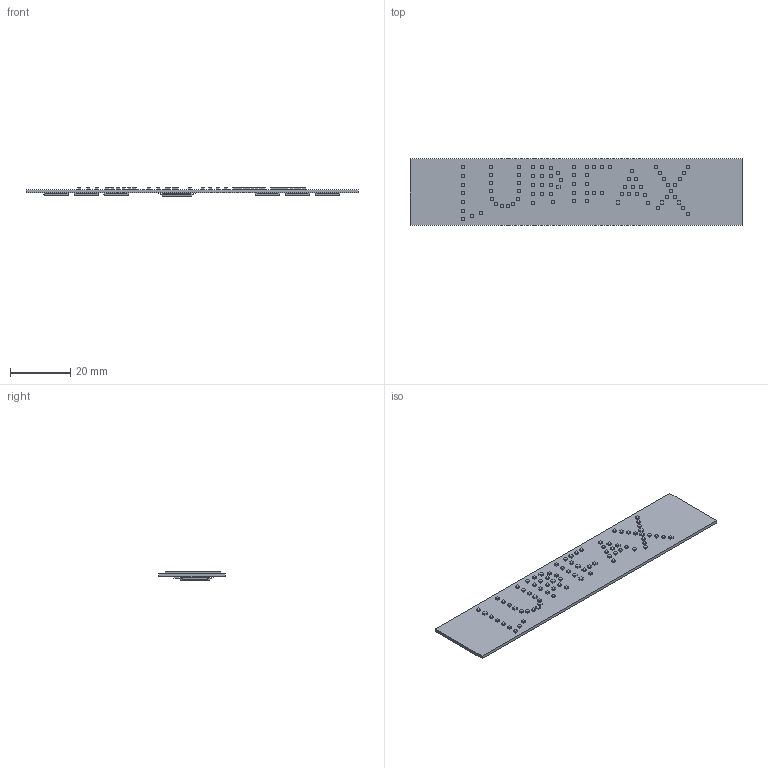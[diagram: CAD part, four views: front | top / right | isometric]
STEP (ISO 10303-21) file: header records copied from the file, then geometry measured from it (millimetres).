
FILE_DESCRIPTION(('Open CASCADE Model'),'2;1');
FILE_NAME('Open CASCADE Shape Model','2017-09-19T10:20:32',('Author'),( 'Open CASCADE'),'Open CASCADE STEP processor 6.8','Open CASCADE 6.8' ,'Unknown');
FILE_SCHEMA(('AUTOMOTIVE_DESIGN { 1 0 10303 214 1 1 1 1 }'));
Length unit declared in the file: millimetre
Products named in the file (155): PCB; Board; C6; 980834456; Extruded; 980834592; C5; C4; C3; C2; C1; U1; User_Library-TQFP-44-1; User_Library-TQFP-44-1_pin001; User_Library-TQFP-44-1_pin021; User_Library-TQFP-44-1_pin022; User_Library-TQFP-44-1_pin020; User_Library-TQFP-44-1_pin019; User_Library-TQFP-44-1_pin018; User_Library-TQFP-44-1_pin017; User_Library-TQFP-44-1_pin024; User_Library-TQFP-44-1_pin023; User_Library-TQFP-44-1_pin007; User_Library-TQFP-44-1_pin003; User_Library-TQFP-44-1_pin015; User_Library-TQFP-44-1_pin014; User_Library-TQFP-44-1_pin013; User_Library-TQFP-44-1_pin012; User_Library-TQFP-44-1_pin011; User_Library-TQFP-44-1_pin010; User_Library-TQFP-44-1_pin009; User_Library-TQFP-44-1_pin008; User_Library-TQFP-44-1_pin006; User_Library-TQFP-44-1_pin005; User_Library-TQFP-44-1_pin004; User_Library-TQFP-44-1_pin002; User_Library-TQFP-44-1_pin016; User_Library-TQFP-44-1_pin027; User_Library-TQFP-44-1_pin037; User_Library-TQFP-44-1_pin025 ...
Assembly tree (339 placements, depth 4):
  PCB
    Board
    C6
      980834456  x2
        Extruded
      980834592
        Extruded
    C5
      980834456  x2
        Extruded
      980834592
        Extruded
    C4
      980834456  x2
        Extruded
      980834592
        Extruded
    C3
      980834456  x2
        Extruded
      980834592
        Extruded
    C2
      980834456  x2
        Extruded
      980834592
        Extruded
    C1
      980834456  x2
        Extruded
      980834592
        Extruded
    U1
      User_Library-TQFP-44-1
        User_Library-TQFP-44-1_pin001
        User_Library-TQFP-44-1_pin021
        User_Library-TQFP-44-1_pin022
        User_Library-TQFP-44-1_pin020
        User_Library-TQFP-44-1_pin019
        User_Library-TQFP-44-1_pin018
        User_Library-TQFP-44-1_pin017
        User_Library-TQFP-44-1_pin024
        User_Library-TQFP-44-1_pin023
        User_Library-TQFP-44-1_pin007
        User_Library-TQFP-44-1_pin003
        User_Library-TQFP-44-1_pin015
        User_Library-TQFP-44-1_pin014
        User_Library-TQFP-44-1_pin013
        User_Library-TQFP-44-1_pin012
        User_Library-TQFP-44-1_pin011
        User_Library-TQFP-44-1_pin010
        User_Library-TQFP-44-1_pin009
        User_Library-TQFP-44-1_pin008
        User_Library-TQFP-44-1_pin006
        User_Library-TQFP-44-1_pin005
        User_Library-TQFP-44-1_pin004
        User_Library-TQFP-44-1_pin002
        User_Library-TQFP-44-1_pin016
        User_Library-TQFP-44-1_pin027
        User_Library-TQFP-44-1_pin037
Bounding box: 110 x 22 x 2.75 mm (x, y, z)
Volume: 2849.5 mm3; surface area: 7777.6 mm2
Topology: 242 solids, 242 shells, 5261 faces, 14188 edges, 9406 vertices
Faces by surface type: plane 5175, cylinder 62, bspline 24
Entity records: 48964 total; most frequent: CARTESIAN_POINT 6876, ORIENTED_EDGE 6368, DIRECTION 6252, EDGE_CURVE 3184, LINE 3160, VECTOR 3160, VERTEX_POINT 2106, AXIS2_PLACEMENT_3D 1546
